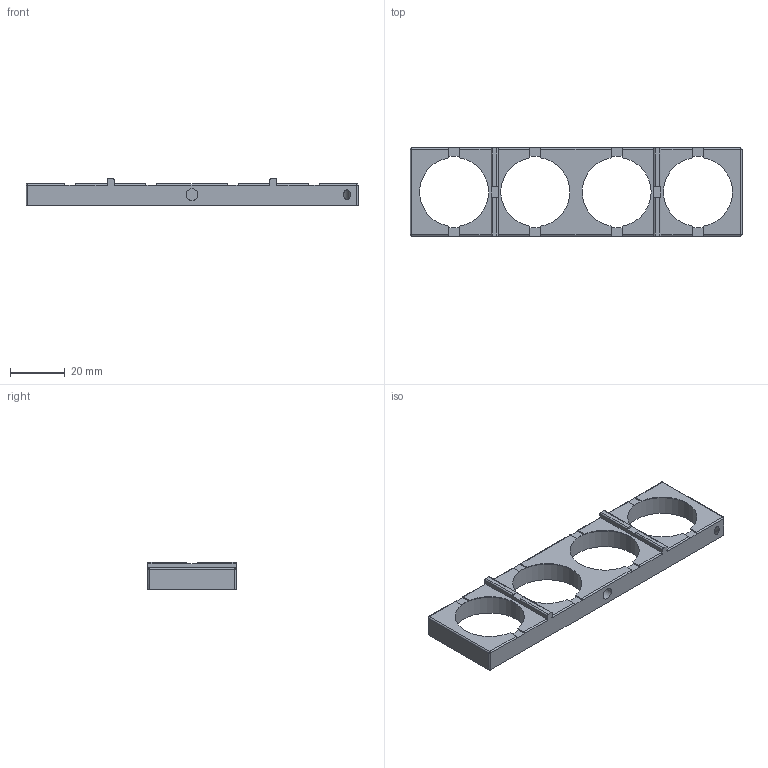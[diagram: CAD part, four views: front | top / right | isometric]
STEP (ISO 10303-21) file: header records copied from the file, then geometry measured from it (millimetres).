
FILE_DESCRIPTION(('FreeCAD Model'),'2;1');
FILE_NAME('Open CASCADE Shape Model','2025-05-08T00:20:09',(''),(''), 'Open CASCADE STEP processor 7.6','FreeCAD','Unknown');
FILE_SCHEMA(('AUTOMOTIVE_DESIGN { 1 0 10303 214 1 1 1 1 }'));
Length unit declared in the file: millimetre
Products named in the file (1): FrameTopBody
Bounding box: 121.7 x 32.3 x 10 mm (x, y, z)
Volume: 12951.2 mm3; surface area: 9173 mm2
Topology: 1 solids, 1 shells, 95 faces, 264 edges, 164 vertices
Faces by surface type: plane 51, cylinder 32, cone 4, bspline 4, sphere 4
Full cylindrical faces by diameter (mm): 2.5 x3, 4.3 x1, 27.3 x4
Entity records: 3192 total; most frequent: CARTESIAN_POINT 700, DIRECTION 532, ORIENTED_EDGE 520, EDGE_CURVE 260, AXIS2_PLACEMENT_3D 200, VERTEX_POINT 164, LINE 132, VECTOR 132
